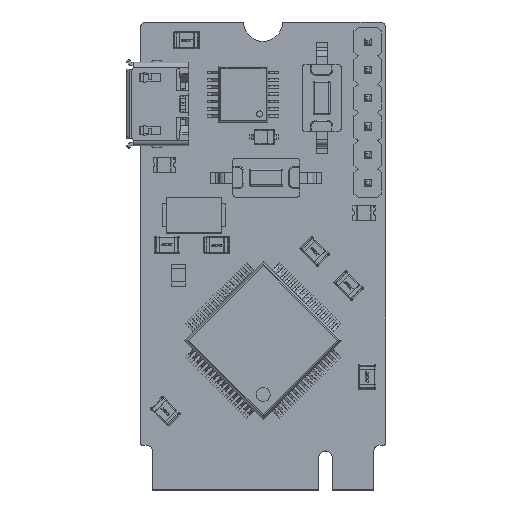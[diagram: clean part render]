
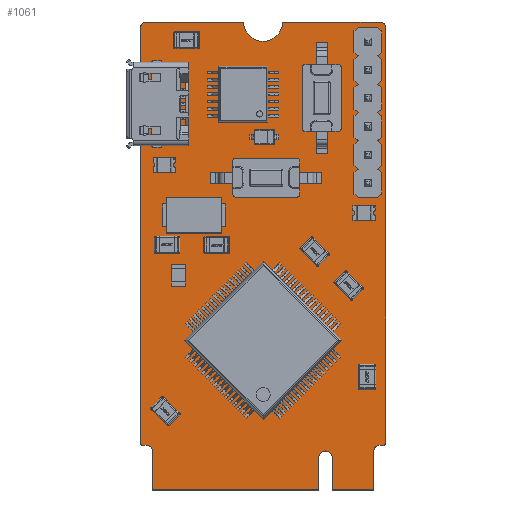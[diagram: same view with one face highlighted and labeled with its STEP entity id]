
A CAD part, top view. The second image highlights one B-rep face of the part: STEP entity #1061.
In plain terms, the highlighted planar face has unit normal (0, 0, 1).
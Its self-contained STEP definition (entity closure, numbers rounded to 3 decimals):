
#188 = VERTEX_POINT('',#189);
#189 = CARTESIAN_POINT('',(104.949,41.947,0.822));
#195 = EDGE_CURVE('',#188,#196,#198,.T.);
#196 = VERTEX_POINT('',#197);
#197 = CARTESIAN_POINT('',(89.999,41.947,0.822));
#198 = LINE('',#199,#200);
#199 = CARTESIAN_POINT('',(104.949,41.947,0.822));
#200 = VECTOR('',#201,1.);
#201 = DIRECTION('',(-1.,0.,0.));
#228 = VERTEX_POINT('',#229);
#229 = CARTESIAN_POINT('',(104.949,44.847,0.822));
#235 = EDGE_CURVE('',#228,#188,#236,.T.);
#236 = LINE('',#237,#238);
#237 = CARTESIAN_POINT('',(104.949,44.847,0.822));
#238 = VECTOR('',#239,1.);
#239 = DIRECTION('',(0.,-1.,0.));
#259 = VERTEX_POINT('',#260);
#260 = CARTESIAN_POINT('',(106.149,44.847,0.822));
#266 = EDGE_CURVE('',#259,#228,#267,.T.);
#267 = CIRCLE('',#268,0.6);
#268 = AXIS2_PLACEMENT_3D('',#269,#270,#271);
#269 = CARTESIAN_POINT('',(105.549,44.847,0.822));
#270 = DIRECTION('',(0.,0.,1.));
#271 = DIRECTION('',(1.,0.,-0.));
#292 = VERTEX_POINT('',#293);
#293 = CARTESIAN_POINT('',(106.149,41.947,0.822));
#299 = EDGE_CURVE('',#292,#259,#300,.T.);
#300 = LINE('',#301,#302);
#301 = CARTESIAN_POINT('',(106.149,41.947,0.822));
#302 = VECTOR('',#303,1.);
#303 = DIRECTION('',(0.,1.,0.));
#323 = VERTEX_POINT('',#324);
#324 = CARTESIAN_POINT('',(109.899,41.947,0.822));
#330 = EDGE_CURVE('',#323,#292,#331,.T.);
#331 = LINE('',#332,#333);
#332 = CARTESIAN_POINT('',(109.899,41.947,0.822));
#333 = VECTOR('',#334,1.);
#334 = DIRECTION('',(-1.,0.,0.));
#354 = VERTEX_POINT('',#355);
#355 = CARTESIAN_POINT('',(109.899,45.497,0.822));
#361 = EDGE_CURVE('',#354,#323,#362,.T.);
#362 = LINE('',#363,#364);
#363 = CARTESIAN_POINT('',(109.899,45.497,0.822));
#364 = VECTOR('',#365,1.);
#365 = DIRECTION('',(0.,-1.,0.));
#385 = VERTEX_POINT('',#386);
#386 = CARTESIAN_POINT('',(110.349,45.947,0.822));
#392 = EDGE_CURVE('',#385,#354,#393,.T.);
#393 = CIRCLE('',#394,0.451);
#394 = AXIS2_PLACEMENT_3D('',#395,#396,#397);
#395 = CARTESIAN_POINT('',(110.35,45.496,0.822));
#396 = DIRECTION('',(0.,0.,1.));
#397 = DIRECTION('',(-0.002,1.,0.));
#418 = VERTEX_POINT('',#419);
#419 = CARTESIAN_POINT('',(110.749,45.947,0.822));
#425 = EDGE_CURVE('',#418,#385,#426,.T.);
#426 = LINE('',#427,#428);
#427 = CARTESIAN_POINT('',(110.749,45.947,0.822));
#428 = VECTOR('',#429,1.);
#429 = DIRECTION('',(-1.,0.,0.));
#449 = VERTEX_POINT('',#450);
#450 = CARTESIAN_POINT('',(110.949,46.147,0.822));
#456 = EDGE_CURVE('',#449,#418,#457,.T.);
#457 = CIRCLE('',#458,0.201);
#458 = AXIS2_PLACEMENT_3D('',#459,#460,#461);
#459 = CARTESIAN_POINT('',(110.748,46.148,0.822));
#460 = DIRECTION('',(0.,0.,-1.));
#461 = DIRECTION('',(1.,-0.007,0.));
#482 = VERTEX_POINT('',#483);
#483 = CARTESIAN_POINT('',(110.949,83.447,0.822));
#489 = EDGE_CURVE('',#482,#449,#490,.T.);
#490 = LINE('',#491,#492);
#491 = CARTESIAN_POINT('',(110.949,83.447,0.822));
#492 = VECTOR('',#493,1.);
#493 = DIRECTION('',(0.,-1.,0.));
#513 = VERTEX_POINT('',#514);
#514 = CARTESIAN_POINT('',(110.449,83.947,0.822));
#520 = EDGE_CURVE('',#513,#482,#521,.T.);
#521 = CIRCLE('',#522,0.498);
#522 = AXIS2_PLACEMENT_3D('',#523,#524,#525);
#523 = CARTESIAN_POINT('',(110.451,83.449,0.822));
#524 = DIRECTION('',(0.,0.,-1.));
#525 = DIRECTION('',(-0.003,1.,0.));
#546 = VERTEX_POINT('',#547);
#547 = CARTESIAN_POINT('',(101.699,83.947,0.822));
#553 = EDGE_CURVE('',#546,#513,#554,.T.);
#554 = LINE('',#555,#556);
#555 = CARTESIAN_POINT('',(89.449,83.947,0.822));
#556 = VECTOR('',#557,1.);
#557 = DIRECTION('',(1.,0.,0.));
#577 = VERTEX_POINT('',#578);
#578 = CARTESIAN_POINT('',(98.199,83.947,0.822));
#584 = EDGE_CURVE('',#577,#546,#585,.T.);
#585 = CIRCLE('',#586,1.75);
#586 = AXIS2_PLACEMENT_3D('',#587,#588,#589);
#587 = CARTESIAN_POINT('',(99.949,83.947,0.822));
#588 = DIRECTION('',(0.,0.,1.));
#589 = DIRECTION('',(1.,0.,-0.));
#610 = VERTEX_POINT('',#611);
#611 = CARTESIAN_POINT('',(89.449,83.947,0.822));
#617 = EDGE_CURVE('',#610,#577,#618,.T.);
#618 = LINE('',#619,#620);
#619 = CARTESIAN_POINT('',(89.449,83.947,0.822));
#620 = VECTOR('',#621,1.);
#621 = DIRECTION('',(1.,0.,0.));
#641 = VERTEX_POINT('',#642);
#642 = CARTESIAN_POINT('',(88.949,83.447,0.822));
#648 = EDGE_CURVE('',#641,#610,#649,.T.);
#649 = CIRCLE('',#650,0.498);
#650 = AXIS2_PLACEMENT_3D('',#651,#652,#653);
#651 = CARTESIAN_POINT('',(89.447,83.449,0.822));
#652 = DIRECTION('',(0.,0.,-1.));
#653 = DIRECTION('',(-1.,-0.003,-0.));
#674 = VERTEX_POINT('',#675);
#675 = CARTESIAN_POINT('',(88.949,46.147,0.822));
#681 = EDGE_CURVE('',#674,#641,#682,.T.);
#682 = LINE('',#683,#684);
#683 = CARTESIAN_POINT('',(88.949,46.147,0.822));
#684 = VECTOR('',#685,1.);
#685 = DIRECTION('',(0.,1.,0.));
#705 = VERTEX_POINT('',#706);
#706 = CARTESIAN_POINT('',(89.149,45.947,0.822));
#712 = EDGE_CURVE('',#705,#674,#713,.T.);
#713 = CIRCLE('',#714,0.201);
#714 = AXIS2_PLACEMENT_3D('',#715,#716,#717);
#715 = CARTESIAN_POINT('',(89.15,46.148,0.822));
#716 = DIRECTION('',(0.,0.,-1.));
#717 = DIRECTION('',(-0.007,-1.,-0.));
#738 = VERTEX_POINT('',#739);
#739 = CARTESIAN_POINT('',(89.549,45.947,0.822));
#745 = EDGE_CURVE('',#738,#705,#746,.T.);
#746 = LINE('',#747,#748);
#747 = CARTESIAN_POINT('',(89.549,45.947,0.822));
#748 = VECTOR('',#749,1.);
#749 = DIRECTION('',(-1.,0.,0.));
#769 = VERTEX_POINT('',#770);
#770 = CARTESIAN_POINT('',(89.999,45.497,0.822));
#776 = EDGE_CURVE('',#769,#738,#777,.T.);
#777 = CIRCLE('',#778,0.451);
#778 = AXIS2_PLACEMENT_3D('',#779,#780,#781);
#779 = CARTESIAN_POINT('',(89.548,45.496,0.822));
#780 = DIRECTION('',(0.,0.,1.));
#781 = DIRECTION('',(1.,0.002,-0.));
#800 = EDGE_CURVE('',#196,#769,#801,.T.);
#801 = LINE('',#802,#803);
#802 = CARTESIAN_POINT('',(89.999,41.947,0.822));
#803 = VECTOR('',#804,1.);
#804 = DIRECTION('',(0.,1.,0.));
#824 = VERTEX_POINT('',#825);
#825 = CARTESIAN_POINT('',(109.897,69.469,0.822));
#831 = EDGE_CURVE('',#824,#824,#832,.T.);
#832 = CIRCLE('',#833,0.55);
#833 = AXIS2_PLACEMENT_3D('',#834,#835,#836);
#834 = CARTESIAN_POINT('',(109.347,69.469,0.822));
#835 = DIRECTION('',(0.,0.,1.));
#836 = DIRECTION('',(1.,0.,-0.));
#857 = VERTEX_POINT('',#858);
#858 = CARTESIAN_POINT('',(109.897,72.009,0.822));
#864 = EDGE_CURVE('',#857,#857,#865,.T.);
#865 = CIRCLE('',#866,0.55);
#866 = AXIS2_PLACEMENT_3D('',#867,#868,#869);
#867 = CARTESIAN_POINT('',(109.347,72.009,0.822));
#868 = DIRECTION('',(0.,0.,1.));
#869 = DIRECTION('',(1.,0.,-0.));
#890 = VERTEX_POINT('',#891);
#891 = CARTESIAN_POINT('',(109.897,74.549,0.822));
#897 = EDGE_CURVE('',#890,#890,#898,.T.);
#898 = CIRCLE('',#899,0.55);
#899 = AXIS2_PLACEMENT_3D('',#900,#901,#902);
#900 = CARTESIAN_POINT('',(109.347,74.549,0.822));
#901 = DIRECTION('',(0.,0.,1.));
#902 = DIRECTION('',(1.,0.,-0.));
#923 = VERTEX_POINT('',#924);
#924 = CARTESIAN_POINT('',(109.897,77.089,0.822));
#930 = EDGE_CURVE('',#923,#923,#931,.T.);
#931 = CIRCLE('',#932,0.55);
#932 = AXIS2_PLACEMENT_3D('',#933,#934,#935);
#933 = CARTESIAN_POINT('',(109.347,77.089,0.822));
#934 = DIRECTION('',(0.,0.,1.));
#935 = DIRECTION('',(1.,0.,-0.));
#956 = VERTEX_POINT('',#957);
#957 = CARTESIAN_POINT('',(109.897,79.629,0.822));
#963 = EDGE_CURVE('',#956,#956,#964,.T.);
#964 = CIRCLE('',#965,0.55);
#965 = AXIS2_PLACEMENT_3D('',#966,#967,#968);
#966 = CARTESIAN_POINT('',(109.347,79.629,0.822));
#967 = DIRECTION('',(0.,0.,1.));
#968 = DIRECTION('',(1.,0.,-0.));
#989 = VERTEX_POINT('',#990);
#990 = CARTESIAN_POINT('',(109.897,82.169,0.822));
#996 = EDGE_CURVE('',#989,#989,#997,.T.);
#997 = CIRCLE('',#998,0.55);
#998 = AXIS2_PLACEMENT_3D('',#999,#1000,#1001);
#999 = CARTESIAN_POINT('',(109.347,82.169,0.822));
#1000 = DIRECTION('',(0.,0.,1.));
#1001 = DIRECTION('',(1.,0.,-0.));
#1061 = ADVANCED_FACE('',(#1062,#1084,#1087,#1090,#1093,#1096,#1099),
  #1102,.F.);
#1062 = FACE_BOUND('',#1063,.F.);
#1063 = EDGE_LOOP('',(#1064,#1065,#1066,#1067,#1068,#1069,#1070,#1071,
    #1072,#1073,#1074,#1075,#1076,#1077,#1078,#1079,#1080,#1081,#1082,
    #1083));
#1064 = ORIENTED_EDGE('',*,*,#195,.T.);
#1065 = ORIENTED_EDGE('',*,*,#800,.T.);
#1066 = ORIENTED_EDGE('',*,*,#776,.T.);
#1067 = ORIENTED_EDGE('',*,*,#745,.T.);
#1068 = ORIENTED_EDGE('',*,*,#712,.T.);
#1069 = ORIENTED_EDGE('',*,*,#681,.T.);
#1070 = ORIENTED_EDGE('',*,*,#648,.T.);
#1071 = ORIENTED_EDGE('',*,*,#617,.T.);
#1072 = ORIENTED_EDGE('',*,*,#584,.T.);
#1073 = ORIENTED_EDGE('',*,*,#553,.T.);
#1074 = ORIENTED_EDGE('',*,*,#520,.T.);
#1075 = ORIENTED_EDGE('',*,*,#489,.T.);
#1076 = ORIENTED_EDGE('',*,*,#456,.T.);
#1077 = ORIENTED_EDGE('',*,*,#425,.T.);
#1078 = ORIENTED_EDGE('',*,*,#392,.T.);
#1079 = ORIENTED_EDGE('',*,*,#361,.T.);
#1080 = ORIENTED_EDGE('',*,*,#330,.T.);
#1081 = ORIENTED_EDGE('',*,*,#299,.T.);
#1082 = ORIENTED_EDGE('',*,*,#266,.T.);
#1083 = ORIENTED_EDGE('',*,*,#235,.T.);
#1084 = FACE_BOUND('',#1085,.F.);
#1085 = EDGE_LOOP('',(#1086));
#1086 = ORIENTED_EDGE('',*,*,#831,.T.);
#1087 = FACE_BOUND('',#1088,.F.);
#1088 = EDGE_LOOP('',(#1089));
#1089 = ORIENTED_EDGE('',*,*,#864,.T.);
#1090 = FACE_BOUND('',#1091,.F.);
#1091 = EDGE_LOOP('',(#1092));
#1092 = ORIENTED_EDGE('',*,*,#897,.T.);
#1093 = FACE_BOUND('',#1094,.F.);
#1094 = EDGE_LOOP('',(#1095));
#1095 = ORIENTED_EDGE('',*,*,#930,.T.);
#1096 = FACE_BOUND('',#1097,.F.);
#1097 = EDGE_LOOP('',(#1098));
#1098 = ORIENTED_EDGE('',*,*,#963,.T.);
#1099 = FACE_BOUND('',#1100,.F.);
#1100 = EDGE_LOOP('',(#1101));
#1101 = ORIENTED_EDGE('',*,*,#996,.T.);
#1102 = PLANE('',#1103);
#1103 = AXIS2_PLACEMENT_3D('',#1104,#1105,#1106);
#1104 = CARTESIAN_POINT('',(100.218,62.113,0.822)
  );
#1105 = DIRECTION('',(-0.,-0.,-1.));
#1106 = DIRECTION('',(-1.,0.,0.));
